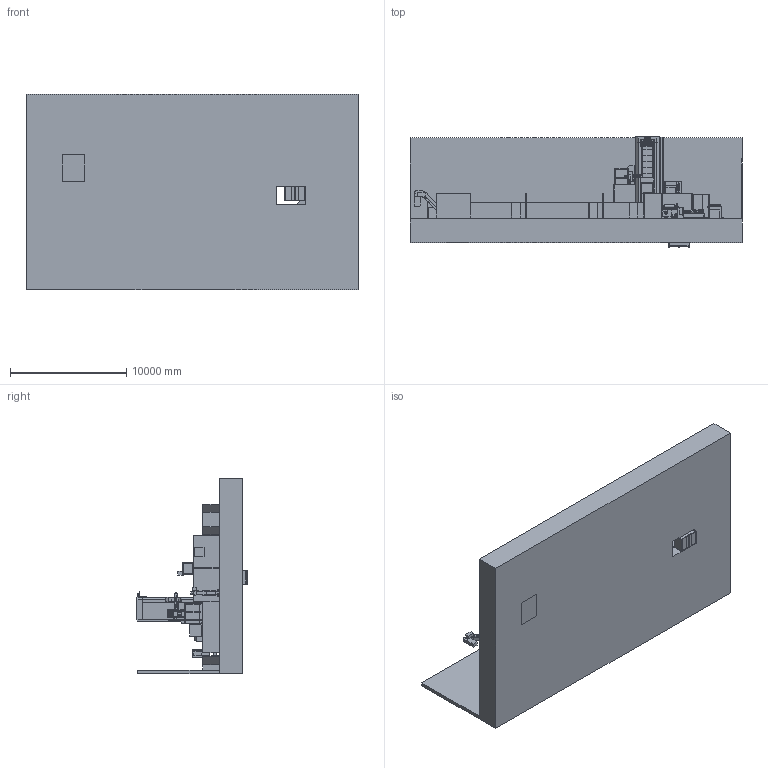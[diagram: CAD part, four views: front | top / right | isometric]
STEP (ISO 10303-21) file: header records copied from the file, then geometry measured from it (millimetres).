
FILE_DESCRIPTION (( 'STEP AP214' ), '1' );
FILE_NAME ('LAYOUT SPEEDMILL PMS V2.0.step', '2024-11-16T18:06:50', ( '' ), ( '' ), 'SwSTEP 2.0', 'SolidWorks 2023', '' );
FILE_SCHEMA (( 'AUTOMOTIVE_DESIGN' ));
Length unit declared in the file: millimetre
Products named in the file (42): S003498_TM 60-130; S003303_DEFAULT; S003307_DEFAULT; S003172; S002481_ANTE APERTE; S003546_Y=5000; S003489_BDD BARENO Ø160 Z=2000; S001576_DEFAULT<A macchina>; S002740_PEDANA RITRATTA - PORTE CHIUSE; S003226_BDD Ø160 W=1000; LAYOUT SPEEDMILL PMS V2.0; S000047; S003527; S003512_BORING - CORTA; S002727_INTERASSE=1000; S003496_TM 60 - 130; S003505_TM 2 RUOTE ISO 50; S001796; S002841; S003502_TM 2R  H3950; S002946_X=14000; S001560_3 (2+1) POSTI; S001797_3000x3000 (PASSO CAVA = 200) SM. 250x250; S003085_Lato PO - Inf. 2-3; S002031_Pulsantiera YES; S002844_PROLUNGA (L=300); S003513_ISO 50 - RIPOSO; S001569_2000 L; S002754_L=16500; S003174_Y=5000; S002117_CORSA V=0; B=0°; S002736_X=5000..15000; S003085_Lato TM - Inf. 2-3 2R; S003549_X=MIN; Y=MIN; Z=MIN; W=MIN; S003486_NO CARTERATURA; S002726_ATC con utensili orizzontali; S002945_default; S002835_X=14000; S003353_RETE; S001570_CARTA - 2000 L ...
Assembly tree (42 placements, depth 4):
  LAYOUT SPEEDMILL PMS V2.0
    S003527
    S003549_X=MIN; Y=MIN; Z=MIN; W=MIN
      S002754_L=16500
      S002946_X=14000
      S002835_X=14000
      S002736_X=5000..15000
      S003546_Y=5000
      S002841
      S002844_PROLUNGA (L=300)  x2
      S003486_NO CARTERATURA
      S003489_BDD BARENO Ø160 Z=2000
      S003226_BDD Ø160 W=1000
      S003505_TM 2 RUOTE ISO 50
      S003172
      S003502_TM 2R  H3950
      S003174_Y=5000
      S002740_PEDANA RITRATTA - PORTE CHIUSE
      S003085_Lato TM - Inf. 2-3 2R
      S003085_Lato PO - Inf. 2-3
      S003498_TM 60-130
        S003496_TM 60 - 130
      S003513_ISO 50 - RIPOSO
        S003512_BORING - CORTA
        S002726_ATC con utensili orizzontali
        S002727_INTERASSE=1000
    S001560_3 (2+1) POSTI
    S003353_RETE
    S003303_DEFAULT
    S003307_DEFAULT
    S002117_CORSA V=0; B=0°
      S001792_CORSA V=2500
      S001796
      S001797_3000x3000 (PASSO CAVA = 200) SM. 250x250
    S002031_Pulsantiera YES
    S000047
    S002481_ANTE APERTE
    S001570_CARTA - 2000 L
      S001569_2000 L
    S003390
    S001576_DEFAULT<A macchina>
    S002945_default
Bounding box: 28540 x 9468.5 x 16835 mm (x, y, z)
Volume: 978822196483.1 mm3; surface area: 3043312029.6 mm2
Topology: 487 solids, 489 shells, 7385 faces, 18135 edges, 11743 vertices
Faces by surface type: plane 5669, cylinder 1264, cone 321, torus 88, bspline 41, sphere 2
Entity records: 218699 total; most frequent: CARTESIAN_POINT 38568, ORIENTED_EDGE 35446, DIRECTION 34983, EDGE_CURVE 17723, LINE 14843, VECTOR 14843, VERTEX_POINT 11655, AXIS2_PLACEMENT_3D 10070
